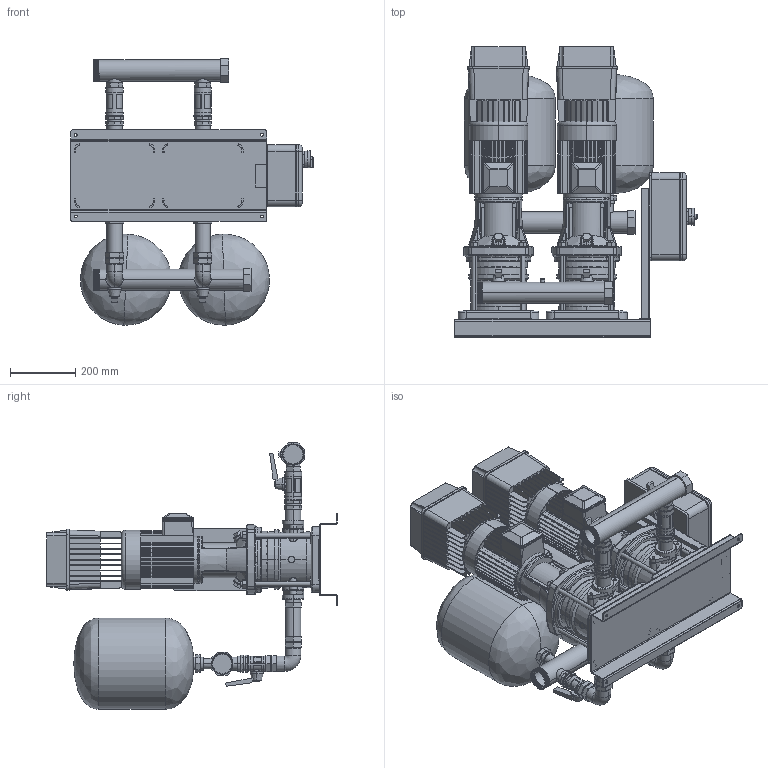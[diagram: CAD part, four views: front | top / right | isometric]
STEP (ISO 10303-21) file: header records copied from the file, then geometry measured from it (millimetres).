
FILE_DESCRIPTION (( 'STEP AP214' ), '1' );
FILE_NAME ('2SBI_10-4_TE_ZB00050637.STEP', '2022-01-25T06:57:45', ( '' ), ( '' ), 'SwSTEP 2.0', 'SolidWorks 2020', '' );
FILE_SCHEMA (( 'AUTOMOTIVE_DESIGN' ));
Length unit declared in the file: mil
Products named in the file (1): 2SBI_10-4_TE_ZB00050637
Bounding box: 742 x 889 x 815.52 mm (x, y, z)
Volume: 77990403.6 mm3; surface area: 5264118.7 mm2
Topology: 54 solids, 71 shells, 3340 faces, 8652 edges, 5531 vertices
Faces by surface type: plane 1530, cylinder 1099, bspline 408, torus 181, cone 112, sphere 10
Entity records: 158683 total; most frequent: CARTESIAN_POINT 79349, ORIENTED_EDGE 17240, DIRECTION 14870, EDGE_CURVE 8620, VERTEX_POINT 5531, AXIS2_PLACEMENT_3D 5205, VECTOR 4460, LINE 4460
